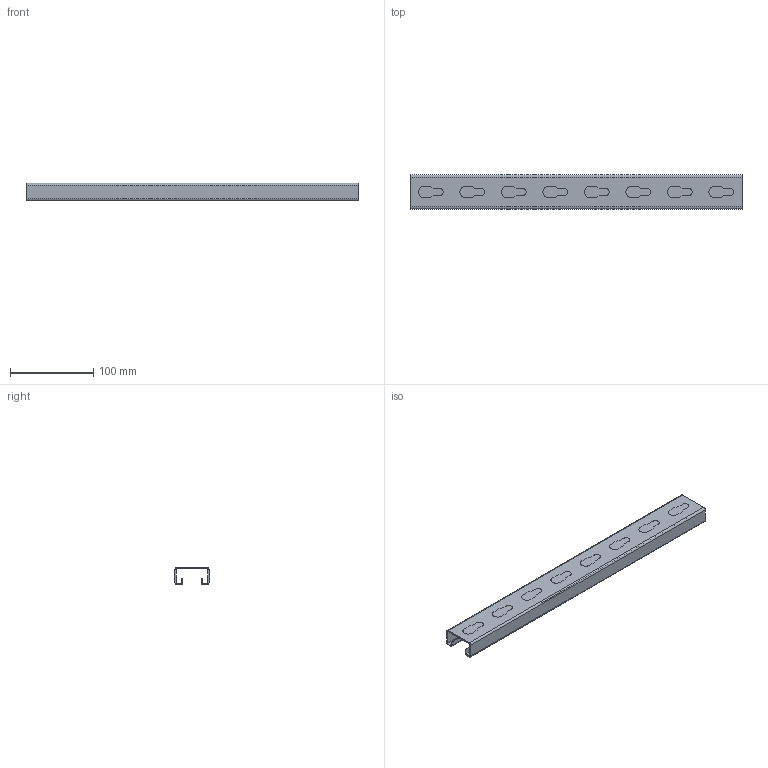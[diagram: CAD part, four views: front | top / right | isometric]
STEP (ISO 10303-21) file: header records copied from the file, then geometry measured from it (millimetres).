
FILE_DESCRIPTION(/* description */ (''),/* implementation_level */ '2;1');
FILE_NAME(/* name */ '348044.stp',/* time_stamp */ '2025-12-05T09:35:03+01:00',/* author */ ('mael.lecharpentier'),/* organization */ (''),/* preprocessor_version */ 'ST-DEVELOPER v20',/* originating_system */ 'AutoCAD Mechanical',/* authorisation */ '');
FILE_SCHEMA (('AUTOMOTIVE_DESIGN { 1 0 10303 214 3 1 1 }'));
Length unit declared in the file: millimetre
Products named in the file (1): Product
Bounding box: 400 x 41 x 21.2 mm (x, y, z)
Volume: 62181 mm3; surface area: 91082.5 mm2
Topology: 1 solids, 17 shells, 40 faces, 194 edges, 172 vertices
Faces by surface type: plane 34, cylinder 6
Entity records: 2031 total; most frequent: CARTESIAN_POINT 407, DIRECTION 320, ORIENTED_EDGE 260, EDGE_CURVE 194, VERTEX_POINT 172, LINE 150, VECTOR 150, AXIS2_PLACEMENT_3D 85
